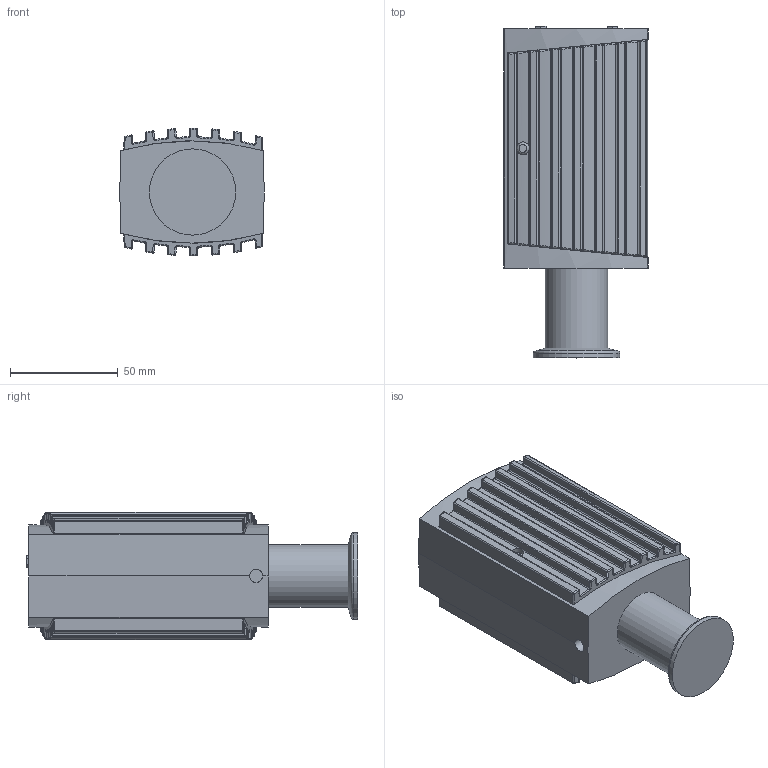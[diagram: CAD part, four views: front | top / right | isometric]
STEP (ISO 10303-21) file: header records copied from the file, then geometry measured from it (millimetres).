
FILE_DESCRIPTION((''),'2;1');
FILE_NAME('BCG450-SE 25KF.stp','2013-07-11T16:49:05',('GELH'),(''),'Autodesk Inventor 2012','Autodesk Inventor 2012','');
FILE_SCHEMA(('AUTOMOTIVE_DESIGN { 1 0 10303 214 1 1 1 1 }'));
Length unit declared in the file: millimetre
Products named in the file (1): BCG450-SE 25KF
Bounding box: 67 x 153.9 x 59.2 mm (x, y, z)
Surface area: 63128.5 mm2 (no closed solid volume)
Topology: 0 solids, 14 shells, 353 faces, 1037 edges, 669 vertices
Faces by surface type: cylinder 149, bspline 100, plane 64, sphere 36, torus 3, cone 1
Full cylindrical faces by diameter (mm): 6 x3, 29 x1, 40 x1
Entity records: 14470 total; most frequent: CARTESIAN_POINT 4783, DIRECTION 2067, ORIENTED_EDGE 1726, EDGE_CURVE 1019, AXIS2_PLACEMENT_3D 816, VERTEX_POINT 666, VECTOR 435, LINE 435
